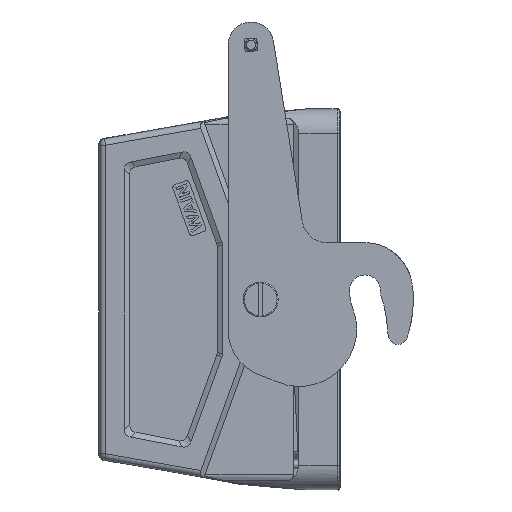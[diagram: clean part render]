
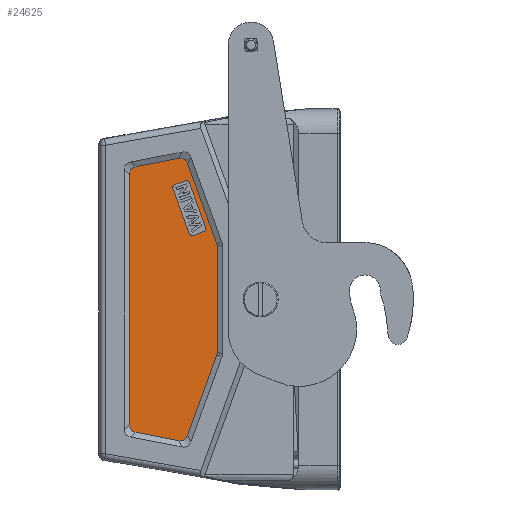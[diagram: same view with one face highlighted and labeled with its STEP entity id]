
A CAD part, left-side view. The second image highlights one B-rep face of the part: STEP entity #24625.
In plain terms, the highlighted planar face has unit normal (-1, 0, 0).
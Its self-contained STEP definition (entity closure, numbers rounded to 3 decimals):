
#8543=CARTESIAN_POINT('',(-21.5,-15.853,16.754));
#8544=CARTESIAN_POINT('',(-21.5,-15.853,17.048));
#8545=CARTESIAN_POINT('',(-21.5,-15.802,17.333));
#8546=CARTESIAN_POINT('',(-21.5,-15.702,17.609));
#8556=DIRECTION('',(0.,0.,1.));
#8557=VECTOR('',#8556,33.508);
#8558=CARTESIAN_POINT('',(-21.5,-15.853,-16.754));
#8559=LINE('',#8558,#8557);
#8569=CARTESIAN_POINT('',(-21.5,-15.702,-17.609));
#8570=CARTESIAN_POINT('',(-21.5,-15.802,-17.333));
#8571=CARTESIAN_POINT('',(-21.5,-15.853,-17.048));
#8572=CARTESIAN_POINT('',(-21.5,-15.853,-16.754));
#8578=DIRECTION('',(0.,-0.342,0.94));
#8579=VECTOR('',#8578,26.85);
#8580=CARTESIAN_POINT('',(-21.5,-6.519,-42.839));
#8581=LINE('',#8580,#8579);
#8592=CARTESIAN_POINT('',(-21.5,-3.695,-44.439));
#8593=CARTESIAN_POINT('',(-21.5,-4.393,-44.574));
#8594=CARTESIAN_POINT('',(-21.5,-5.543,-44.409));
#8595=CARTESIAN_POINT('',(-21.5,-6.275,-43.507));
#8596=CARTESIAN_POINT('',(-21.5,-6.519,-42.839));
#8606=DIRECTION('',(0.,-0.982,-0.19));
#8607=VECTOR('',#8606,13.6);
#8608=CARTESIAN_POINT('',(-21.5,9.658,-41.859));
#8609=LINE('',#8608,#8607);
#8620=CARTESIAN_POINT('',(-21.5,11.683,-39.405));
#8621=CARTESIAN_POINT('',(-21.5,11.683,-40.093));
#8622=CARTESIAN_POINT('',(-21.5,11.319,-41.167));
#8623=CARTESIAN_POINT('',(-21.5,10.333,-41.729));
#8624=CARTESIAN_POINT('',(-21.5,9.658,-41.859));
#8634=DIRECTION('',(0.,0.,-1.));
#8635=VECTOR('',#8634,78.81);
#8636=CARTESIAN_POINT('',(-21.5,11.683,39.405));
#8637=LINE('',#8636,#8635);
#8648=CARTESIAN_POINT('',(-21.5,9.658,41.859));
#8649=CARTESIAN_POINT('',(-21.5,10.333,41.729));
#8650=CARTESIAN_POINT('',(-21.5,11.319,41.167));
#8651=CARTESIAN_POINT('',(-21.5,11.683,40.093));
#8652=CARTESIAN_POINT('',(-21.5,11.683,39.405));
#8658=DIRECTION('',(0.,0.982,-0.19));
#8659=VECTOR('',#8658,13.6);
#8660=CARTESIAN_POINT('',(-21.5,-3.695,44.439));
#8661=LINE('',#8660,#8659);
#8672=CARTESIAN_POINT('',(-21.5,-6.519,42.839));
#8673=CARTESIAN_POINT('',(-21.5,-6.275,43.507));
#8674=CARTESIAN_POINT('',(-21.5,-5.543,44.409));
#8675=CARTESIAN_POINT('',(-21.5,-4.393,44.574));
#8676=CARTESIAN_POINT('',(-21.5,-3.695,44.439));
#8682=DIRECTION('',(0.,0.342,0.94));
#8683=VECTOR('',#8682,26.85);
#8684=CARTESIAN_POINT('',(-21.5,-15.702,17.609));
#8685=LINE('',#8684,#8683);
#8690=DIRECTION('',(0.,0.342,0.94));
#8691=VECTOR('',#8690,15.);
#8692=CARTESIAN_POINT('',(-21.5,-12.266,22.663));
#8693=LINE('',#8692,#8691);
#8694=CARTESIAN_POINT('',(-21.5,-6.196,36.417));
#8695=DIRECTION('',(-1.,0.,0.));
#8696=DIRECTION('',(0.,-0.94,0.342));
#8697=AXIS2_PLACEMENT_3D('',#8694,#8695,#8696);
#8699=DIRECTION('',(0.,0.94,-0.342));
#8700=VECTOR('',#8699,3.5);
#8701=CARTESIAN_POINT('',(-21.5,-5.854,37.356));
#8702=LINE('',#8701,#8700);
#8703=CARTESIAN_POINT('',(-21.5,-2.907,35.22));
#8704=DIRECTION('',(-1.,0.,0.));
#8705=DIRECTION('',(0.,0.342,0.94));
#8706=AXIS2_PLACEMENT_3D('',#8703,#8704,#8705);
#8708=CARTESIAN_POINT('',(-21.5,-2.907,35.22));
#8709=DIRECTION('',(-1.,0.,0.));
#8710=DIRECTION('',(0.,1.,0.));
#8711=AXIS2_PLACEMENT_3D('',#8708,#8709,#8710);
#8713=DIRECTION('',(0.,-0.342,-0.94));
#8714=VECTOR('',#8713,15.);
#8715=CARTESIAN_POINT('',(-21.5,-1.967,34.878));
#8716=LINE('',#8715,#8714);
#8717=CARTESIAN_POINT('',(-21.5,-8.037,21.124));
#8718=DIRECTION('',(-1.,0.,0.));
#8719=DIRECTION('',(0.,0.94,-0.342));
#8720=AXIS2_PLACEMENT_3D('',#8717,#8718,#8719);
#8722=DIRECTION('',(0.,-0.94,0.342));
#8723=VECTOR('',#8722,3.5);
#8724=CARTESIAN_POINT('',(-21.5,-8.379,20.185));
#8725=LINE('',#8724,#8723);
#8726=CARTESIAN_POINT('',(-21.5,-11.326,22.321));
#8727=DIRECTION('',(-1.,0.,0.));
#8728=DIRECTION('',(0.,-0.342,-0.94));
#8729=AXIS2_PLACEMENT_3D('',#8726,#8727,#8728);
#8731=CARTESIAN_POINT('',(-21.5,-11.326,22.321));
#8732=DIRECTION('',(-1.,0.,0.));
#8733=DIRECTION('',(0.,-1.,0.));
#8734=AXIS2_PLACEMENT_3D('',#8731,#8732,#8733);
#9919=CARTESIAN_POINT('',(-21.5,-15.853,16.754));
#9920=VERTEX_POINT('',#9919);
#9921=VERTEX_POINT('',#8546);
#9922=CARTESIAN_POINT('',(-21.5,-15.853,-16.754));
#9923=VERTEX_POINT('',#9922);
#9924=CARTESIAN_POINT('',(-21.5,-15.702,-17.609));
#9925=VERTEX_POINT('',#9924);
#9926=CARTESIAN_POINT('',(-21.5,-6.519,-42.839));
#9927=VERTEX_POINT('',#9926);
#9928=CARTESIAN_POINT('',(-21.5,-3.695,-44.439));
#9929=VERTEX_POINT('',#9928);
#9930=CARTESIAN_POINT('',(-21.5,9.658,-41.859));
#9931=VERTEX_POINT('',#9930);
#9932=CARTESIAN_POINT('',(-21.5,11.683,-39.405));
#9933=VERTEX_POINT('',#9932);
#9934=CARTESIAN_POINT('',(-21.5,11.683,39.405));
#9935=VERTEX_POINT('',#9934);
#9936=CARTESIAN_POINT('',(-21.5,9.658,41.859));
#9937=VERTEX_POINT('',#9936);
#9938=CARTESIAN_POINT('',(-21.5,-3.695,44.439));
#9939=VERTEX_POINT('',#9938);
#9940=CARTESIAN_POINT('',(-21.5,-6.519,42.839));
#9941=VERTEX_POINT('',#9940);
#9942=CARTESIAN_POINT('',(-21.5,-12.266,22.663));
#9943=CARTESIAN_POINT('',(-21.5,-7.136,36.759));
#9944=VERTEX_POINT('',#9942);
#9945=VERTEX_POINT('',#9943);
#9946=CARTESIAN_POINT('',(-21.5,-5.854,37.356));
#9947=VERTEX_POINT('',#9946);
#9948=CARTESIAN_POINT('',(-21.5,-2.565,36.159));
#9949=VERTEX_POINT('',#9948);
#9950=CARTESIAN_POINT('',(-21.5,-1.907,35.22));
#9951=VERTEX_POINT('',#9950);
#9952=CARTESIAN_POINT('',(-21.5,-1.967,34.878));
#9953=VERTEX_POINT('',#9952);
#9954=CARTESIAN_POINT('',(-21.5,-7.098,20.782));
#9955=VERTEX_POINT('',#9954);
#9956=CARTESIAN_POINT('',(-21.5,-8.379,20.185));
#9957=VERTEX_POINT('',#9956);
#9958=CARTESIAN_POINT('',(-21.5,-11.668,21.382));
#9959=VERTEX_POINT('',#9958);
#9960=CARTESIAN_POINT('',(-21.5,-12.326,22.321));
#9961=VERTEX_POINT('',#9960);
#24584=CARTESIAN_POINT('',(-21.5,-17.585,48.886));
#24585=DIRECTION('',(-1.,0.,0.));
#24586=DIRECTION('',(0.,-1.,0.));
#24587=AXIS2_PLACEMENT_3D('',#24584,#24585,#24586);
#24588=PLANE('',#24587);
#24589=ORIENTED_EDGE('',*,*,#24551,.F.);
#24590=ORIENTED_EDGE('',*,*,#24565,.F.);
#24591=ORIENTED_EDGE('',*,*,#24578,.F.);
#24592=ORIENTED_EDGE('',*,*,#24424,.F.);
#24593=ORIENTED_EDGE('',*,*,#24439,.F.);
#24594=ORIENTED_EDGE('',*,*,#24453,.F.);
#24595=ORIENTED_EDGE('',*,*,#24467,.F.);
#24596=ORIENTED_EDGE('',*,*,#24481,.F.);
#24597=ORIENTED_EDGE('',*,*,#24495,.F.);
#24598=ORIENTED_EDGE('',*,*,#24509,.F.);
#24599=ORIENTED_EDGE('',*,*,#24523,.F.);
#24600=ORIENTED_EDGE('',*,*,#24537,.F.);
#24601=EDGE_LOOP('',(#24589,#24590,#24591,#24592,#24593,#24594,#24595,#24596,
#24597,#24598,#24599,#24600));
#24602=FACE_OUTER_BOUND('',#24601,.F.);
#24604=ORIENTED_EDGE('',*,*,#24603,.T.);
#24606=ORIENTED_EDGE('',*,*,#24605,.T.);
#24608=ORIENTED_EDGE('',*,*,#24607,.T.);
#24610=ORIENTED_EDGE('',*,*,#24609,.T.);
#24612=ORIENTED_EDGE('',*,*,#24611,.T.);
#24614=ORIENTED_EDGE('',*,*,#24613,.T.);
#24616=ORIENTED_EDGE('',*,*,#24615,.T.);
#24618=ORIENTED_EDGE('',*,*,#24617,.T.);
#24620=ORIENTED_EDGE('',*,*,#24619,.T.);
#24622=ORIENTED_EDGE('',*,*,#24621,.T.);
#24623=EDGE_LOOP('',(#24604,#24606,#24608,#24610,#24612,#24614,#24616,#24618,
#24620,#24622));
#24624=FACE_BOUND('',#24623,.F.);
#24625=ADVANCED_FACE('',(#24602,#24624),#24588,.T.);
#8547=B_SPLINE_CURVE_WITH_KNOTS('',3,(#8543,#8544,#8545,#8546),.UNSPECIFIED.,
.F.,.F.,(4,4),(0.,1.),.UNSPECIFIED.);
#8573=B_SPLINE_CURVE_WITH_KNOTS('',3,(#8569,#8570,#8571,#8572),.UNSPECIFIED.,
.F.,.F.,(4,4),(0.,1.),.UNSPECIFIED.);
#8597=B_SPLINE_CURVE_WITH_KNOTS('',3,(#8592,#8593,#8594,#8595,#8596),
.UNSPECIFIED.,.F.,.F.,(4,1,4),(0.,0.5,1.),.UNSPECIFIED.);
#8625=B_SPLINE_CURVE_WITH_KNOTS('',3,(#8620,#8621,#8622,#8623,#8624),
.UNSPECIFIED.,.F.,.F.,(4,1,4),(0.,0.5,1.),.UNSPECIFIED.);
#8653=B_SPLINE_CURVE_WITH_KNOTS('',3,(#8648,#8649,#8650,#8651,#8652),
.UNSPECIFIED.,.F.,.F.,(4,1,4),(0.,0.5,1.),.UNSPECIFIED.);
#8677=B_SPLINE_CURVE_WITH_KNOTS('',3,(#8672,#8673,#8674,#8675,#8676),
.UNSPECIFIED.,.F.,.F.,(4,1,4),(0.,0.5,1.),.UNSPECIFIED.);
#8698=CIRCLE('',#8697,1.);
#8707=CIRCLE('',#8706,1.);
#8712=CIRCLE('',#8711,1.);
#8721=CIRCLE('',#8720,1.);
#8730=CIRCLE('',#8729,1.);
#8735=CIRCLE('',#8734,1.);
#24424=EDGE_CURVE('',#9920,#9921,#8547,.T.);
#24439=EDGE_CURVE('',#9923,#9920,#8559,.T.);
#24453=EDGE_CURVE('',#9925,#9923,#8573,.T.);
#24467=EDGE_CURVE('',#9927,#9925,#8581,.T.);
#24481=EDGE_CURVE('',#9929,#9927,#8597,.T.);
#24495=EDGE_CURVE('',#9931,#9929,#8609,.T.);
#24509=EDGE_CURVE('',#9933,#9931,#8625,.T.);
#24523=EDGE_CURVE('',#9935,#9933,#8637,.T.);
#24537=EDGE_CURVE('',#9937,#9935,#8653,.T.);
#24551=EDGE_CURVE('',#9939,#9937,#8661,.T.);
#24565=EDGE_CURVE('',#9941,#9939,#8677,.T.);
#24578=EDGE_CURVE('',#9921,#9941,#8685,.T.);
#24603=EDGE_CURVE('',#9944,#9945,#8693,.T.);
#24605=EDGE_CURVE('',#9945,#9947,#8698,.T.);
#24607=EDGE_CURVE('',#9947,#9949,#8702,.T.);
#24609=EDGE_CURVE('',#9949,#9951,#8707,.T.);
#24611=EDGE_CURVE('',#9951,#9953,#8712,.T.);
#24613=EDGE_CURVE('',#9953,#9955,#8716,.T.);
#24615=EDGE_CURVE('',#9955,#9957,#8721,.T.);
#24617=EDGE_CURVE('',#9957,#9959,#8725,.T.);
#24619=EDGE_CURVE('',#9959,#9961,#8730,.T.);
#24621=EDGE_CURVE('',#9961,#9944,#8735,.T.);
